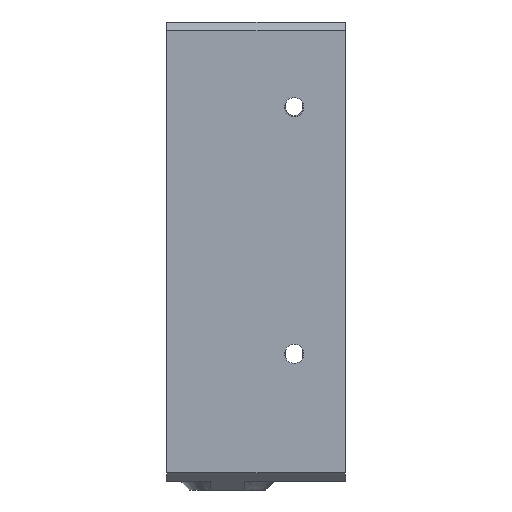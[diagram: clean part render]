
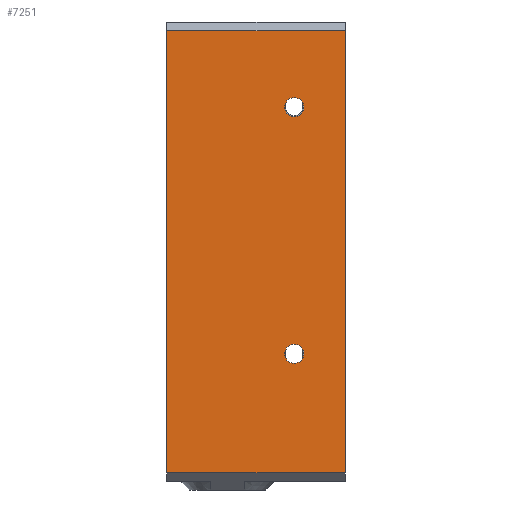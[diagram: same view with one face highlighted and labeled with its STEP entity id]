
A CAD part, left-side view. The second image highlights one B-rep face of the part: STEP entity #7251.
In plain terms, the highlighted planar face has unit normal (-1, 0, 0).
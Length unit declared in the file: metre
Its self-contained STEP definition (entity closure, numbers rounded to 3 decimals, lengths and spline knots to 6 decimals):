
#354=CIRCLE('',#7840,0.00225);
#355=CIRCLE('',#7841,0.00225);
#988=ORIENTED_EDGE('',*,*,#3075,.F.);
#989=ORIENTED_EDGE('',*,*,#3076,.F.);
#990=ORIENTED_EDGE('',*,*,#2926,.T.);
#991=ORIENTED_EDGE('',*,*,#3077,.T.);
#992=ORIENTED_EDGE('',*,*,#3078,.F.);
#993=ORIENTED_EDGE('',*,*,#3079,.T.);
#2926=EDGE_CURVE('',#3979,#3978,#4532,.T.);
#3075=EDGE_CURVE('',#4108,#4108,#354,.T.);
#3076=EDGE_CURVE('',#4109,#4109,#355,.T.);
#3077=EDGE_CURVE('',#3978,#4110,#4653,.T.);
#3078=EDGE_CURVE('',#4111,#4110,#4654,.T.);
#3079=EDGE_CURVE('',#4111,#3979,#4655,.T.);
#3978=VERTEX_POINT('',#11154);
#3979=VERTEX_POINT('',#11156);
#4108=VERTEX_POINT('',#11452);
#4109=VERTEX_POINT('',#11454);
#4110=VERTEX_POINT('',#11456);
#4111=VERTEX_POINT('',#11458);
#4532=LINE('',#11155,#5322);
#4653=LINE('',#11455,#5443);
#4654=LINE('',#11457,#5444);
#4655=LINE('',#11459,#5445);
#5322=VECTOR('',#8856,1.);
#5443=VECTOR('',#9057,1.);
#5444=VECTOR('',#9058,1.);
#5445=VECTOR('',#9059,1.);
#6006=EDGE_LOOP('',(#988));
#6007=EDGE_LOOP('',(#989));
#6008=EDGE_LOOP('',(#990,#991,#992,#993));
#6564=FACE_BOUND('',#6006,.T.);
#6565=FACE_BOUND('',#6007,.T.);
#6566=FACE_BOUND('',#6008,.T.);
#7004=PLANE('',#7839);
#7251=ADVANCED_FACE('',(#6564,#6565,#6566),#7004,.F.);
#7839=AXIS2_PLACEMENT_3D('',#11450,#9051,#9052);
#7840=AXIS2_PLACEMENT_3D('',#11451,#9053,#9054);
#7841=AXIS2_PLACEMENT_3D('',#11453,#9055,#9056);
#8856=DIRECTION('',(0.,0.,-1.));
#9051=DIRECTION('',(1.,0.,0.));
#9052=DIRECTION('',(0.,0.,-1.));
#9053=DIRECTION('',(-1.,0.,0.));
#9054=DIRECTION('',(0.,0.,1.));
#9055=DIRECTION('',(-1.,0.,0.));
#9056=DIRECTION('',(0.,0.,1.));
#9057=DIRECTION('',(0.,-1.,0.));
#9058=DIRECTION('',(0.,0.,-1.));
#9059=DIRECTION('',(0.,1.,0.));
#11154=CARTESIAN_POINT('',(-0.074,0.,0.001));
#11155=CARTESIAN_POINT('',(-0.074,0.,0.053));
#11156=CARTESIAN_POINT('',(-0.074,0.,0.105));
#11450=CARTESIAN_POINT('',(-0.074,-0.002,0.053));
#11451=CARTESIAN_POINT('',(-0.074,-0.03,0.087));
#11452=CARTESIAN_POINT('',(-0.074,-0.03,0.08925));
#11453=CARTESIAN_POINT('',(-0.074,-0.03,0.029));
#11454=CARTESIAN_POINT('',(-0.074,-0.03,0.03125));
#11455=CARTESIAN_POINT('',(-0.074,-0.042,0.001));
#11456=CARTESIAN_POINT('',(-0.074,-0.042,0.001));
#11457=CARTESIAN_POINT('',(-0.074,-0.042,0.053));
#11458=CARTESIAN_POINT('',(-0.074,-0.042,0.105));
#11459=CARTESIAN_POINT('',(-0.074,-0.002,0.105));
